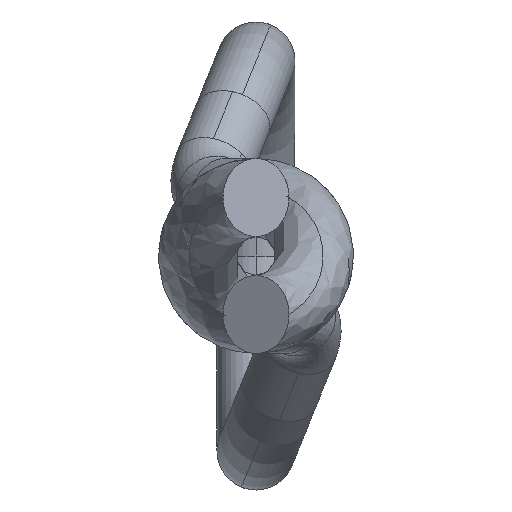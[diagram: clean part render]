
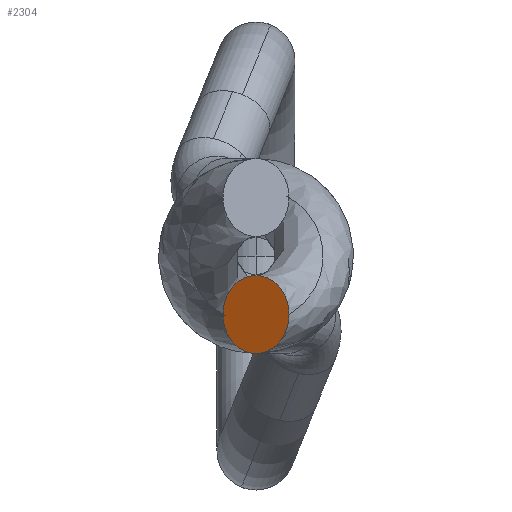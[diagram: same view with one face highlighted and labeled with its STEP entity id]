
A CAD part, front view. The second image highlights one B-rep face of the part: STEP entity #2304.
In plain terms, the highlighted planar face has unit normal (-0.532, -0.847, 0).
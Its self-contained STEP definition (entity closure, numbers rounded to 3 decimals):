
#14 = PLANE ( 'NONE',  #310 ) ;
#189 = VERTEX_POINT ( 'NONE', #1116 ) ;
#196 = CIRCLE ( 'NONE', #1617, 0.2 ) ;
#242 = CIRCLE ( 'NONE', #1653, 0.2 ) ;
#310 = AXIS2_PLACEMENT_3D ( 'NONE', #1589, #1563, #602 ) ;
#378 = EDGE_CURVE ( 'NONE', #470, #189, #196, .T. ) ;
#465 = CARTESIAN_POINT ( 'NONE',  ( 0., 0., -0.3 ) ) ;
#470 = VERTEX_POINT ( 'NONE', #1255 ) ;
#602 = DIRECTION ( 'NONE',  ( -0.847, 0.532, 0. ) ) ;
#651 = DIRECTION ( 'NONE',  ( 0.847, -0.532, 0. ) ) ;
#692 = EDGE_LOOP ( 'NONE', ( #1663, #1004 ) ) ;
#793 = EDGE_CURVE ( 'NONE', #189, #470, #242, .T. ) ;
#1004 = ORIENTED_EDGE ( 'NONE', *, *, #378, .F. ) ;
#1116 = CARTESIAN_POINT ( 'NONE',  ( 0.169, -0.106, -0.3 ) ) ;
#1255 = CARTESIAN_POINT ( 'NONE',  ( -0.169, 0.106, -0.3 ) ) ;
#1412 = CARTESIAN_POINT ( 'NONE',  ( 0., 0., -0.3 ) ) ;
#1451 = DIRECTION ( 'NONE',  ( 0.532, 0.847, 0. ) ) ;
#1563 = DIRECTION ( 'NONE',  ( 0.532, 0.847, 0. ) ) ;
#1589 = CARTESIAN_POINT ( 'NONE',  ( -0.169, 0.106, -0.3 ) ) ;
#1616 = DIRECTION ( 'NONE',  ( 0.847, -0.532, 0. ) ) ;
#1617 = AXIS2_PLACEMENT_3D ( 'NONE', #465, #1451, #651 ) ;
#1653 = AXIS2_PLACEMENT_3D ( 'NONE', #1412, #2195, #1616 ) ;
#1663 = ORIENTED_EDGE ( 'NONE', *, *, #793, .F. ) ;
#1746 = FACE_OUTER_BOUND ( 'NONE', #692, .T. ) ;
#2195 = DIRECTION ( 'NONE',  ( 0.532, 0.847, 0. ) ) ;
#2304 = ADVANCED_FACE ( 'NONE', ( #1746 ), #14, .F. ) ;
